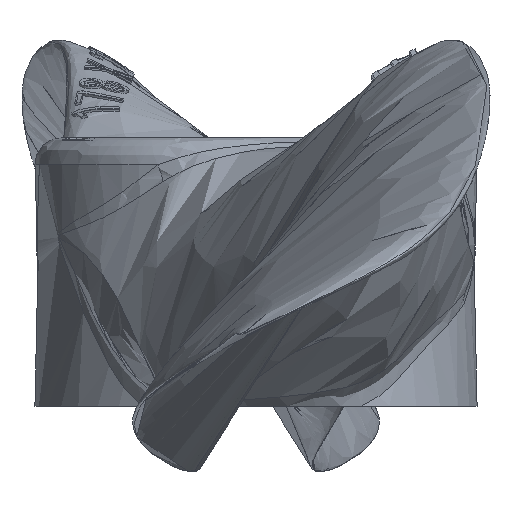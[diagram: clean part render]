
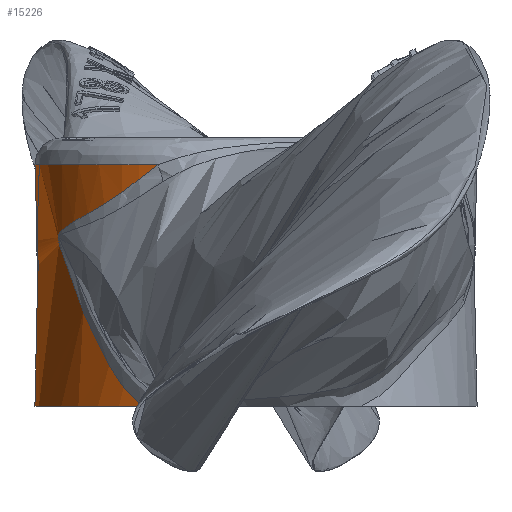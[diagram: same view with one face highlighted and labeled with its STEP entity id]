
A CAD part, left-side view. The second image highlights one B-rep face of the part: STEP entity #15226.
In plain terms, the highlighted free-form (B-spline) face has degree [2, 1] with [3, 2] control points.
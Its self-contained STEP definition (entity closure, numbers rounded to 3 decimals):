
#9494 = VERTEX_POINT('',#9495);
#9495 = CARTESIAN_POINT('',(-9.05,4.494,
    11.015));
#9596 = VERTEX_POINT('',#9597);
#9597 = CARTESIAN_POINT('',(4.46,9.066,
    11.015));
#9610 = EDGE_CURVE('',#9596,#9494,#9611,.T.);
#9611 = ( BOUNDED_CURVE() B_SPLINE_CURVE(2,(#9612,#9613,#9614),
.UNSPECIFIED.,.F.,.F.) B_SPLINE_CURVE_WITH_KNOTS((3,3),(1.114,
2.681),.PIECEWISE_BEZIER_KNOTS.) CURVE() 
GEOMETRIC_REPRESENTATION_ITEM() RATIONAL_B_SPLINE_CURVE((1.,
0.708,1.)) REPRESENTATION_ITEM('') );
#9612 = CARTESIAN_POINT('',(4.46,9.066,11.015
    ));
#9613 = CARTESIAN_POINT('',(-4.572,13.51,
    11.015));
#9614 = CARTESIAN_POINT('',(-9.05,4.494,
    11.015));
#14727 = VERTEX_POINT('',#14728);
#14728 = CARTESIAN_POINT('',(-8.634,5.248,
    0.));
#14795 = VERTEX_POINT('',#14796);
#14796 = CARTESIAN_POINT('',(-4.525,9.034,
    7.711));
#14802 = EDGE_CURVE('',#14795,#14727,#14803,.T.);
#14803 = B_SPLINE_CURVE_WITH_KNOTS('',3,(#14804,#14805,#14806,#14807,
    #14808,#14809,#14810,#14811,#14812,#14813,#14814),.UNSPECIFIED.,.F.,
  .F.,(4,1,1,1,1,1,1,1,4),(-2.53,-2.502,
    -2.475,-2.421,-2.312,-2.095,
    -1.878,-1.769,-1.724),.UNSPECIFIED.);
#14804 = CARTESIAN_POINT('',(-4.525,9.034,
    7.711));
#14805 = CARTESIAN_POINT('',(-4.509,9.042,
    7.599));
#14806 = CARTESIAN_POINT('',(-4.613,8.99,
    7.394));
#14807 = CARTESIAN_POINT('',(-4.822,8.88,
    7.04));
#14808 = CARTESIAN_POINT('',(-5.214,8.662,
    6.421));
#14809 = CARTESIAN_POINT('',(-5.911,8.216,
    5.144));
#14810 = CARTESIAN_POINT('',(-6.796,7.522,
    3.273));
#14811 = CARTESIAN_POINT('',(-7.706,6.58,
    1.528));
#14812 = CARTESIAN_POINT('',(-8.316,5.753,
    0.49));
#14813 = CARTESIAN_POINT('',(-8.562,5.367,
    0.108));
#14814 = CARTESIAN_POINT('',(-8.634,5.248,
    0.));
#14966 = EDGE_CURVE('',#14795,#9494,#14967,.T.);
#14967 = B_SPLINE_CURVE_WITH_KNOTS('',3,(#14968,#14969,#14970,#14971,
    #14972,#14973,#14974,#14975,#14976,#14977),.UNSPECIFIED.,.F.,.F.,(4,
    1,1,1,1,1,1,4),(0.,0.023,
    0.046,0.093,0.186,0.371,
    0.464,0.65),.UNSPECIFIED.);
#14968 = CARTESIAN_POINT('',(-4.525,9.034,
    7.711));
#14969 = CARTESIAN_POINT('',(-4.539,9.027,
    7.805));
#14970 = CARTESIAN_POINT('',(-4.672,8.96,7.928
    ));
#14971 = CARTESIAN_POINT('',(-4.945,8.814,
    8.08));
#14972 = CARTESIAN_POINT('',(-5.44,8.525,
    8.298));
#14973 = CARTESIAN_POINT('',(-6.389,7.876,
    8.69));
#14974 = CARTESIAN_POINT('',(-7.353,6.982,
    9.173));
#14975 = CARTESIAN_POINT('',(-8.334,5.769,
    9.994));
#14976 = CARTESIAN_POINT('',(-8.784,5.029,
    10.633));
#14977 = CARTESIAN_POINT('',(-9.05,4.494,
    11.015));
#15226 = ADVANCED_FACE('',(#15227),#15290,.T.);
#15227 = FACE_BOUND('',#15228,.T.);
#15228 = EDGE_LOOP('',(#15229,#15230,#15231,#15244,#15258,#15267,#15283,
    #15289));
#15229 = ORIENTED_EDGE('',*,*,#14966,.T.);
#15230 = ORIENTED_EDGE('',*,*,#9610,.F.);
#15231 = ORIENTED_EDGE('',*,*,#15232,.F.);
#15232 = EDGE_CURVE('',#15233,#9596,#15235,.T.);
#15233 = VERTEX_POINT('',#15234);
#15234 = CARTESIAN_POINT('',(3.344,9.535,
    9.91));
#15235 = B_SPLINE_CURVE_WITH_KNOTS('',3,(#15236,#15237,#15238,#15239,
    #15240,#15241,#15242,#15243),.UNSPECIFIED.,.F.,.F.,(4,2,1,1,4),(
    -0.141,-0.139,-0.084,
    -0.056,0.),.UNSPECIFIED.);
#15236 = CARTESIAN_POINT('',(3.344,9.535,
    9.91));
#15237 = CARTESIAN_POINT('',(3.348,9.533,9.914
    ));
#15238 = CARTESIAN_POINT('',(3.352,9.532,9.918)
  );
#15239 = CARTESIAN_POINT('',(3.503,9.479,
    10.075));
#15240 = CARTESIAN_POINT('',(3.714,9.399,
    10.313));
#15241 = CARTESIAN_POINT('',(4.073,9.249,
    10.693));
#15242 = CARTESIAN_POINT('',(4.302,9.144,
    10.894));
#15243 = CARTESIAN_POINT('',(4.46,9.066,
    11.015));
#15244 = ORIENTED_EDGE('',*,*,#15245,.F.);
#15245 = EDGE_CURVE('',#15246,#15233,#15248,.T.);
#15246 = VERTEX_POINT('',#15247);
#15247 = CARTESIAN_POINT('',(1.705,9.959,6.418
    ));
#15248 = B_SPLINE_CURVE_WITH_KNOTS('',3,(#15249,#15250,#15251,#15252,
    #15253,#15254,#15255,#15256,#15257),.UNSPECIFIED.,.F.,.F.,(4,1,1,1,1
    ,1,4),(-0.364,-0.312,-0.259,
    -0.233,-0.207,-0.103,0.002),
  .UNSPECIFIED.);
#15249 = CARTESIAN_POINT('',(1.705,9.959,6.418
    ));
#15250 = CARTESIAN_POINT('',(1.58,9.981,6.582
    ));
#15251 = CARTESIAN_POINT('',(1.33,10.017,
    6.932));
#15252 = CARTESIAN_POINT('',(1.316,10.018,
    7.507));
#15253 = CARTESIAN_POINT('',(1.517,9.99,
    7.885));
#15254 = CARTESIAN_POINT('',(1.873,9.933,
    8.393));
#15255 = CARTESIAN_POINT('',(2.52,9.798,
    9.042));
#15256 = CARTESIAN_POINT('',(3.078,9.628,
    9.612));
#15257 = CARTESIAN_POINT('',(3.344,9.535,
    9.91));
#15258 = ORIENTED_EDGE('',*,*,#15259,.F.);
#15259 = EDGE_CURVE('',#15260,#15246,#15262,.T.);
#15260 = VERTEX_POINT('',#15261);
#15261 = CARTESIAN_POINT('',(3.404,9.513,
    4.68));
#15262 = B_SPLINE_CURVE_WITH_KNOTS('',3,(#15263,#15264,#15265,#15266),
  .UNSPECIFIED.,.F.,.F.,(4,4),(-0.211,0.),
  .PIECEWISE_BEZIER_KNOTS.);
#15263 = CARTESIAN_POINT('',(3.404,9.513,
    4.68));
#15264 = CARTESIAN_POINT('',(2.825,9.721,
    5.222));
#15265 = CARTESIAN_POINT('',(2.209,9.873,
    5.753));
#15266 = CARTESIAN_POINT('',(1.705,9.959,6.418
    ));
#15267 = ORIENTED_EDGE('',*,*,#15268,.F.);
#15268 = EDGE_CURVE('',#15269,#15260,#15271,.T.);
#15269 = VERTEX_POINT('',#15270);
#15270 = CARTESIAN_POINT('',(8.889,4.804,
    0.));
#15271 = B_SPLINE_CURVE_WITH_KNOTS('',3,(#15272,#15273,#15274,#15275,
    #15276,#15277,#15278,#15279,#15280,#15281,#15282),.UNSPECIFIED.,.F.,
  .F.,(4,1,1,1,1,1,2,4),(-0.756,-0.631,-0.42
    ,-0.315,-0.21,-0.105,0.,
    0.008),.UNSPECIFIED.);
#15272 = CARTESIAN_POINT('',(8.889,4.804,
    0.002));
#15273 = CARTESIAN_POINT('',(8.678,5.192,
    0.174));
#15274 = CARTESIAN_POINT('',(8.063,6.161,
    0.756));
#15275 = CARTESIAN_POINT('',(7.222,7.11,
    1.948));
#15276 = CARTESIAN_POINT('',(6.253,7.959,2.925
    ));
#15277 = CARTESIAN_POINT('',(5.397,8.564,
    3.529));
#15278 = CARTESIAN_POINT('',(4.462,9.087,4.081
    ));
#15279 = CARTESIAN_POINT('',(3.807,9.366,
    4.451));
#15280 = CARTESIAN_POINT('',(3.453,9.496,4.652)
  );
#15281 = CARTESIAN_POINT('',(3.429,9.505,
    4.666));
#15282 = CARTESIAN_POINT('',(3.404,9.513,
    4.68));
#15283 = ORIENTED_EDGE('',*,*,#15284,.T.);
#15284 = EDGE_CURVE('',#15269,#14727,#15285,.T.);
#15285 = ( BOUNDED_CURVE() B_SPLINE_CURVE(2,(#15286,#15287,#15288),
.UNSPECIFIED.,.F.,.F.) B_SPLINE_CURVE_WITH_KNOTS((3,3),(0.496,
2.595),.PIECEWISE_BEZIER_KNOTS.) CURVE() 
GEOMETRIC_REPRESENTATION_ITEM() RATIONAL_B_SPLINE_CURVE((1.,
0.498,1.)) REPRESENTATION_ITEM('') );
#15286 = CARTESIAN_POINT('',(8.889,4.804,0.));
#15287 = CARTESIAN_POINT('',(0.514,20.299,0.));
#15288 = CARTESIAN_POINT('',(-8.634,5.248,0.));
#15289 = ORIENTED_EDGE('',*,*,#14802,.F.);
#15290 = ( BOUNDED_SURFACE() B_SPLINE_SURFACE(2,1,(
    (#15291,#15292)
    ,(#15293,#15294)
    ,(#15295,#15296
)),.UNSPECIFIED.,.F.,.F.,.F.) B_SPLINE_SURFACE_WITH_KNOTS((3,3),(2,2),(
    0.495,2.681),(0.,8.83),
.PIECEWISE_BEZIER_KNOTS.) GEOMETRIC_REPRESENTATION_ITEM() 
RATIONAL_B_SPLINE_SURFACE((
    (1.,1.)
    ,(0.46,0.46)
,(1.,1.))) REPRESENTATION_ITEM('') SURFACE() );
#15291 = CARTESIAN_POINT('',(8.889,4.804,
    0.));
#15292 = CARTESIAN_POINT('',(8.889,4.804,
    11.015));
#15293 = CARTESIAN_POINT('',(-0.379,21.954,
    0.));
#15294 = CARTESIAN_POINT('',(-0.379,21.954,
    11.015));
#15295 = CARTESIAN_POINT('',(-9.05,4.494,
    0.));
#15296 = CARTESIAN_POINT('',(-9.05,4.494,
    11.015));
